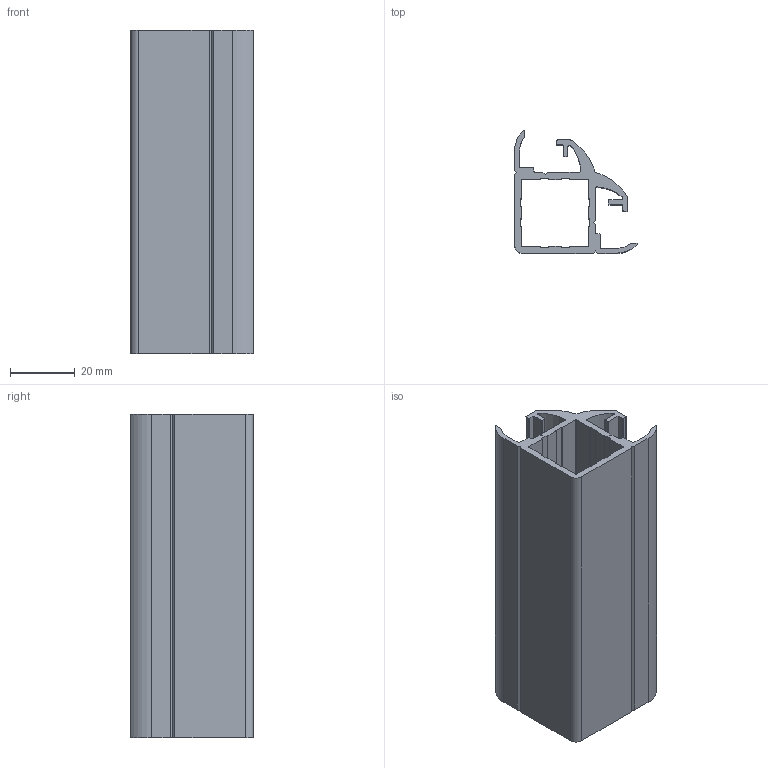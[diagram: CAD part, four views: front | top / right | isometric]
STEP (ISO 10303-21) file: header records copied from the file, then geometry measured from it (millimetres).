
FILE_DESCRIPTION(('STEP AP203'),'2;1');
FILE_NAME('XB25527.stp','2011-03-21T16:30:47',(''),(''),'2009.3.110','THINKDESIGN','');
FILE_SCHEMA(('CONFIG_CONTROL_DESIGN'));
Length unit declared in the file: millimetre
Bounding box: 38 x 38 x 100 mm (x, y, z)
Volume: 32093.7 mm3; surface area: 31582.4 mm2
Topology: 1 solids, 1 shells, 117 faces, 345 edges, 230 vertices
Faces by surface type: plane 76, cylinder 41
Entity records: 3998 total; most frequent: CARTESIAN_POINT 692, ORIENTED_EDGE 690, DIRECTION 661, EDGE_CURVE 345, VECTOR 263, LINE 263, VERTEX_POINT 230, AXIS2_PLACEMENT_3D 199
